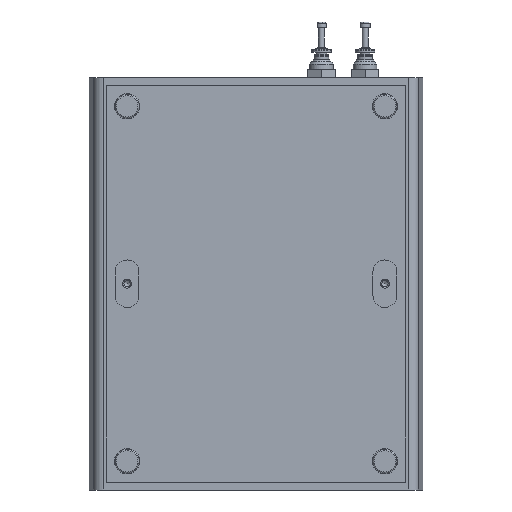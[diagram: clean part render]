
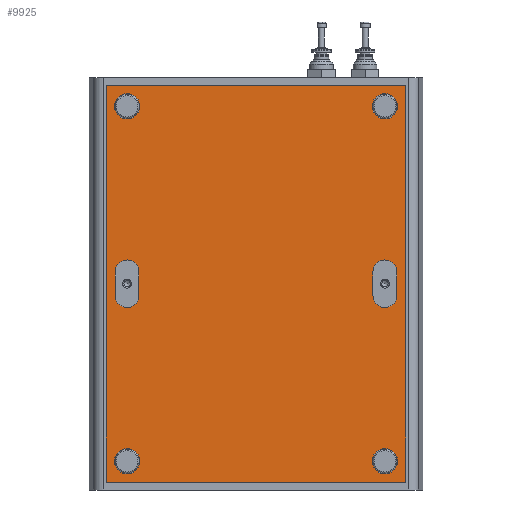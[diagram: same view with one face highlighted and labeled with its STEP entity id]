
A CAD part, front view. The second image highlights one B-rep face of the part: STEP entity #9925.
In plain terms, the highlighted planar face has unit normal (0, -1, 0).
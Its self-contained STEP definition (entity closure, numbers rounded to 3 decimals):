
#426=CIRCLE('',#10510,6.);
#427=CIRCLE('',#10511,6.);
#428=CIRCLE('',#10512,6.);
#429=CIRCLE('',#10513,6.);
#430=CIRCLE('',#10514,6.35);
#431=CIRCLE('',#10515,6.35);
#432=CIRCLE('',#10516,6.35);
#433=CIRCLE('',#10517,6.35);
#953=ORIENTED_EDGE('',*,*,#2841,.T.);
#954=ORIENTED_EDGE('',*,*,#2842,.T.);
#955=ORIENTED_EDGE('',*,*,#2843,.T.);
#956=ORIENTED_EDGE('',*,*,#2844,.T.);
#957=ORIENTED_EDGE('',*,*,#2845,.T.);
#958=ORIENTED_EDGE('',*,*,#2846,.T.);
#959=ORIENTED_EDGE('',*,*,#2847,.T.);
#960=ORIENTED_EDGE('',*,*,#2848,.T.);
#961=ORIENTED_EDGE('',*,*,#2849,.F.);
#962=ORIENTED_EDGE('',*,*,#2850,.F.);
#963=ORIENTED_EDGE('',*,*,#2851,.F.);
#964=ORIENTED_EDGE('',*,*,#2852,.F.);
#965=ORIENTED_EDGE('',*,*,#2853,.T.);
#966=ORIENTED_EDGE('',*,*,#2836,.F.);
#967=ORIENTED_EDGE('',*,*,#2854,.F.);
#968=ORIENTED_EDGE('',*,*,#2839,.T.);
#2836=EDGE_CURVE('',#3786,#3787,#4382,.T.);
#2839=EDGE_CURVE('',#3789,#3788,#4385,.T.);
#2841=EDGE_CURVE('',#3790,#3791,#426,.T.);
#2842=EDGE_CURVE('',#3791,#3792,#4387,.T.);
#2843=EDGE_CURVE('',#3792,#3793,#427,.T.);
#2844=EDGE_CURVE('',#3793,#3790,#4388,.T.);
#2845=EDGE_CURVE('',#3794,#3795,#428,.T.);
#2846=EDGE_CURVE('',#3795,#3796,#4389,.T.);
#2847=EDGE_CURVE('',#3796,#3797,#429,.T.);
#2848=EDGE_CURVE('',#3797,#3794,#4390,.T.);
#2849=EDGE_CURVE('',#3798,#3798,#430,.F.);
#2850=EDGE_CURVE('',#3799,#3799,#431,.F.);
#2851=EDGE_CURVE('',#3800,#3800,#432,.F.);
#2852=EDGE_CURVE('',#3801,#3801,#433,.F.);
#2853=EDGE_CURVE('',#3788,#3787,#4391,.T.);
#2854=EDGE_CURVE('',#3789,#3786,#4392,.T.);
#3786=VERTEX_POINT('',#13916);
#3787=VERTEX_POINT('',#13918);
#3788=VERTEX_POINT('',#13922);
#3789=VERTEX_POINT('',#13924);
#3790=VERTEX_POINT('',#13928);
#3791=VERTEX_POINT('',#13929);
#3792=VERTEX_POINT('',#13931);
#3793=VERTEX_POINT('',#13933);
#3794=VERTEX_POINT('',#13936);
#3795=VERTEX_POINT('',#13937);
#3796=VERTEX_POINT('',#13939);
#3797=VERTEX_POINT('',#13941);
#3798=VERTEX_POINT('',#13944);
#3799=VERTEX_POINT('',#13946);
#3800=VERTEX_POINT('',#13948);
#3801=VERTEX_POINT('',#13950);
#4382=LINE('',#13917,#4912);
#4385=LINE('',#13923,#4915);
#4387=LINE('',#13930,#4917);
#4388=LINE('',#13934,#4918);
#4389=LINE('',#13938,#4919);
#4390=LINE('',#13942,#4920);
#4391=LINE('',#13951,#4921);
#4392=LINE('',#13952,#4922);
#4912=VECTOR('',#11591,1000.);
#4915=VECTOR('',#11596,1000.);
#4917=VECTOR('',#11602,1000.);
#4918=VECTOR('',#11605,1000.);
#4919=VECTOR('',#11608,1000.);
#4920=VECTOR('',#11611,1000.);
#4921=VECTOR('',#11620,1000.);
#4922=VECTOR('',#11621,1000.);
#5427=EDGE_LOOP('',(#953,#954,#955,#956));
#5428=EDGE_LOOP('',(#957,#958,#959,#960));
#5429=EDGE_LOOP('',(#961));
#5430=EDGE_LOOP('',(#962));
#5431=EDGE_LOOP('',(#963));
#5432=EDGE_LOOP('',(#964));
#5433=EDGE_LOOP('',(#965,#966,#967,#968));
#6062=FACE_BOUND('',#5427,.T.);
#6063=FACE_BOUND('',#5428,.T.);
#6064=FACE_BOUND('',#5429,.T.);
#6065=FACE_BOUND('',#5430,.T.);
#6066=FACE_BOUND('',#5431,.T.);
#6067=FACE_BOUND('',#5432,.T.);
#6068=FACE_BOUND('',#5433,.T.);
#6668=PLANE('',#10509);
#9925=ADVANCED_FACE('',(#6062,#6063,#6064,#6065,#6066,#6067,#6068),#6668,
 .F.);
#10509=AXIS2_PLACEMENT_3D('',#13926,#11598,#11599);
#10510=AXIS2_PLACEMENT_3D('',#13927,#11600,#11601);
#10511=AXIS2_PLACEMENT_3D('',#13932,#11603,#11604);
#10512=AXIS2_PLACEMENT_3D('',#13935,#11606,#11607);
#10513=AXIS2_PLACEMENT_3D('',#13940,#11609,#11610);
#10514=AXIS2_PLACEMENT_3D('',#13943,#11612,#11613);
#10515=AXIS2_PLACEMENT_3D('',#13945,#11614,#11615);
#10516=AXIS2_PLACEMENT_3D('',#13947,#11616,#11617);
#10517=AXIS2_PLACEMENT_3D('',#13949,#11618,#11619);
#11591=DIRECTION('',(0.,0.,1.));
#11596=DIRECTION('',(0.,0.,1.));
#11598=DIRECTION('',(0.,1.,0.));
#11599=DIRECTION('',(0.,0.,1.));
#11600=DIRECTION('',(0.,1.,0.));
#11601=DIRECTION('',(1.,0.,0.));
#11602=DIRECTION('',(0.,0.,1.));
#11603=DIRECTION('',(0.,1.,0.));
#11604=DIRECTION('',(1.,0.,0.));
#11605=DIRECTION('',(0.,0.,-1.));
#11606=DIRECTION('',(0.,1.,0.));
#11607=DIRECTION('',(1.,0.,0.));
#11608=DIRECTION('',(0.,0.,1.));
#11609=DIRECTION('',(0.,1.,0.));
#11610=DIRECTION('',(1.,0.,0.));
#11611=DIRECTION('',(0.,0.,-1.));
#11612=DIRECTION('',(0.,1.,0.));
#11613=DIRECTION('',(0.,0.,1.));
#11614=DIRECTION('',(0.,1.,0.));
#11615=DIRECTION('',(0.,0.,1.));
#11616=DIRECTION('',(0.,1.,0.));
#11617=DIRECTION('',(0.,0.,1.));
#11618=DIRECTION('',(0.,1.,0.));
#11619=DIRECTION('',(0.,0.,1.));
#11620=DIRECTION('',(-1.,0.,0.));
#11621=DIRECTION('',(-1.,0.,0.));
#13916=CARTESIAN_POINT('',(-75.5,-25.,-204.));
#13917=CARTESIAN_POINT('',(-75.5,-25.,-204.));
#13918=CARTESIAN_POINT('',(-75.5,-25.,-4.));
#13922=CARTESIAN_POINT('',(75.5,-25.,-4.));
#13923=CARTESIAN_POINT('',(75.5,-25.,-204.));
#13924=CARTESIAN_POINT('',(75.5,-25.,-204.));
#13926=CARTESIAN_POINT('',(75.5,-25.,-204.));
#13927=CARTESIAN_POINT('',(-65.,-25.,-110.));
#13928=CARTESIAN_POINT('',(-59.,-25.,-110.));
#13929=CARTESIAN_POINT('',(-71.,-25.,-110.));
#13930=CARTESIAN_POINT('',(-71.,-25.,-110.));
#13931=CARTESIAN_POINT('',(-71.,-25.,-98.));
#13932=CARTESIAN_POINT('',(-65.,-25.,-98.));
#13933=CARTESIAN_POINT('',(-59.,-25.,-98.));
#13934=CARTESIAN_POINT('',(-59.,-25.,-98.));
#13935=CARTESIAN_POINT('',(65.,-25.,-110.));
#13936=CARTESIAN_POINT('',(71.,-25.,-110.));
#13937=CARTESIAN_POINT('',(59.,-25.,-110.));
#13938=CARTESIAN_POINT('',(59.,-25.,-110.));
#13939=CARTESIAN_POINT('',(59.,-25.,-98.));
#13940=CARTESIAN_POINT('',(65.,-25.,-98.));
#13941=CARTESIAN_POINT('',(71.,-25.,-98.));
#13942=CARTESIAN_POINT('',(71.,-25.,-98.));
#13943=CARTESIAN_POINT('',(-65.,-25.,-193.5));
#13944=CARTESIAN_POINT('',(-65.,-25.,-187.15));
#13945=CARTESIAN_POINT('',(65.,-25.,-193.5));
#13946=CARTESIAN_POINT('',(65.,-25.,-187.15));
#13947=CARTESIAN_POINT('',(-65.,-25.,-14.5));
#13948=CARTESIAN_POINT('',(-65.,-25.,-8.15));
#13949=CARTESIAN_POINT('',(65.,-25.,-14.5));
#13950=CARTESIAN_POINT('',(65.,-25.,-8.15));
#13951=CARTESIAN_POINT('',(75.5,-25.,-4.));
#13952=CARTESIAN_POINT('',(75.5,-25.,-204.));
